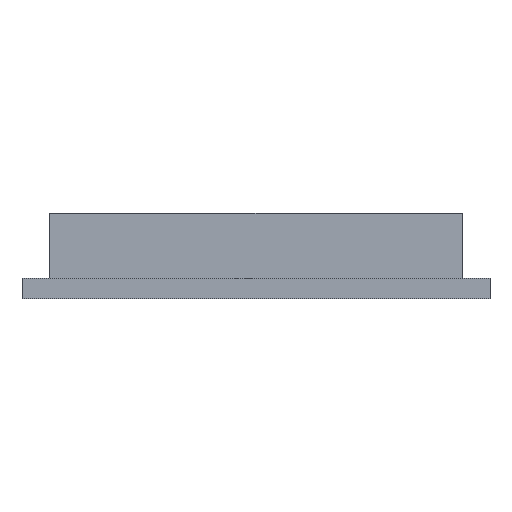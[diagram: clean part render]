
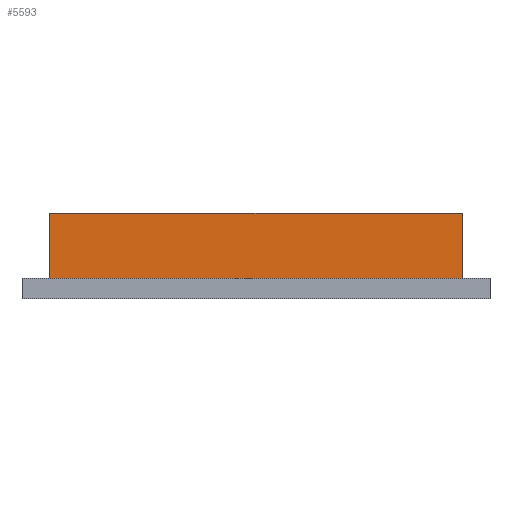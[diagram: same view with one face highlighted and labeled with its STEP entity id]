
A CAD part, front view. The second image highlights one B-rep face of the part: STEP entity #5593.
In plain terms, the highlighted planar face has unit normal (0, -1, 0).
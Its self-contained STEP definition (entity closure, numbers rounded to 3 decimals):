
#5593=ADVANCED_FACE('',(#10813),#10815,.T.);
#10813=FACE_BOUND('',#10814,.T.);
#10814=EDGE_LOOP('',(#14571,#14572,#14573,#14574));
#10815=PLANE('',#10816);
#10816=AXIS2_PLACEMENT_3D('',#10817,#10818,#10819);
#10817=CARTESIAN_POINT('',(1.075,1.,0.));
#10818=DIRECTION('',(0.,-1.,0.));
#10819=DIRECTION('',(1.,0.,0.));
#14571=ORIENTED_EDGE('',*,*,#17522,.T.);
#14572=ORIENTED_EDGE('',*,*,#17523,.T.);
#14573=ORIENTED_EDGE('',*,*,#15773,.F.);
#14574=ORIENTED_EDGE('',*,*,#17520,.F.);
#15773=EDGE_CURVE('',#17944,#17946,#17947,.T.);
#17520=EDGE_CURVE('',#20829,#17944,#20831,.T.);
#17522=EDGE_CURVE('',#20829,#20833,#20834,.T.);
#17523=EDGE_CURVE('',#20833,#17946,#20835,.T.);
#17944=VERTEX_POINT('',#21651);
#17946=VERTEX_POINT('',#21655);
#17947=LINE('',#21656,#21657);
#20829=VERTEX_POINT('',#28560);
#20831=LINE('',#28564,#28565);
#20833=VERTEX_POINT('',#28570);
#20834=LINE('',#28571,#28572);
#20835=LINE('',#28574,#28575);
#21651=CARTESIAN_POINT('',(1.075,1.,2.5));
#21655=CARTESIAN_POINT('',(16.925,1.,2.5));
#21656=CARTESIAN_POINT('',(1.075,1.,2.5));
#21657=VECTOR('',#21658,1.);
#21658=DIRECTION('',(1.,0.,0.));
#28560=CARTESIAN_POINT('',(1.075,1.,0.));
#28564=CARTESIAN_POINT('',(1.075,1.,0.));
#28565=VECTOR('',#28566,1.);
#28566=DIRECTION('',(0.,0.,1.));
#28570=CARTESIAN_POINT('',(16.925,1.,0.));
#28571=CARTESIAN_POINT('',(1.075,1.,0.));
#28572=VECTOR('',#28573,1.);
#28573=DIRECTION('',(1.,0.,0.));
#28574=CARTESIAN_POINT('',(16.925,1.,0.));
#28575=VECTOR('',#28576,1.);
#28576=DIRECTION('',(0.,0.,1.));
